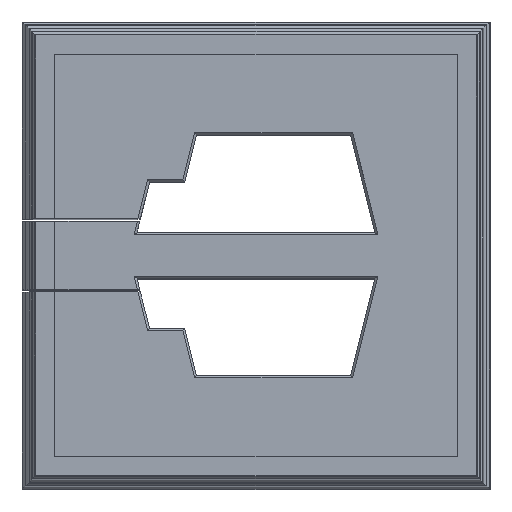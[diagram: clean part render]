
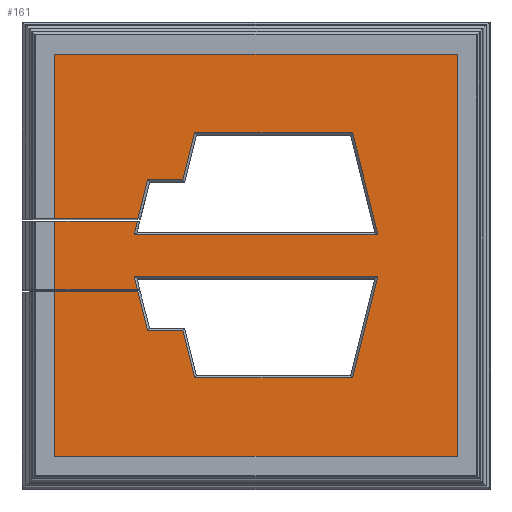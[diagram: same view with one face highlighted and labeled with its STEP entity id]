
A CAD part, top view. The second image highlights one B-rep face of the part: STEP entity #161.
In plain terms, the highlighted planar face has unit normal (0, 0, 1).
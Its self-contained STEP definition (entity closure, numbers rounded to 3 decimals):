
#161=ADVANCED_FACE('',(#690),#430,.T.);
#430=PLANE('',#5180);
#690=FACE_OUTER_BOUND('',#957,.T.);
#957=EDGE_LOOP('',(#1468,#1469,#1470,#1471,#1472,#1473,#1474,#1475,#1476,
#1477,#1478,#1479,#1480,#1481,#1482,#1483,#1484,#1485,#1486,#1487,#1488,
#1489,#1490,#1491));
#1468=ORIENTED_EDGE('',*,*,#3278,.F.);
#1469=ORIENTED_EDGE('',*,*,#3279,.T.);
#1470=ORIENTED_EDGE('',*,*,#3280,.T.);
#1471=ORIENTED_EDGE('',*,*,#3281,.T.);
#1472=ORIENTED_EDGE('',*,*,#3282,.T.);
#1473=ORIENTED_EDGE('',*,*,#3112,.T.);
#1474=ORIENTED_EDGE('',*,*,#3283,.T.);
#1475=ORIENTED_EDGE('',*,*,#3029,.T.);
#1476=ORIENTED_EDGE('',*,*,#3220,.T.);
#1477=ORIENTED_EDGE('',*,*,#3218,.T.);
#1478=ORIENTED_EDGE('',*,*,#3215,.T.);
#1479=ORIENTED_EDGE('',*,*,#3212,.T.);
#1480=ORIENTED_EDGE('',*,*,#3209,.T.);
#1481=ORIENTED_EDGE('',*,*,#3204,.T.);
#1482=ORIENTED_EDGE('',*,*,#3284,.F.);
#1483=ORIENTED_EDGE('',*,*,#3108,.T.);
#1484=ORIENTED_EDGE('',*,*,#3285,.T.);
#1485=ORIENTED_EDGE('',*,*,#3028,.F.);
#1486=ORIENTED_EDGE('',*,*,#3191,.F.);
#1487=ORIENTED_EDGE('',*,*,#3194,.F.);
#1488=ORIENTED_EDGE('',*,*,#3197,.F.);
#1489=ORIENTED_EDGE('',*,*,#3200,.F.);
#1490=ORIENTED_EDGE('',*,*,#3202,.F.);
#1491=ORIENTED_EDGE('',*,*,#3187,.F.);
#2578=VERTEX_POINT('',#6591);
#2580=VERTEX_POINT('',#6595);
#2581=VERTEX_POINT('',#6599);
#2582=VERTEX_POINT('',#6600);
#2645=VERTEX_POINT('',#6764);
#2647=VERTEX_POINT('',#6767);
#2649=VERTEX_POINT('',#6773);
#2651=VERTEX_POINT('',#6776);
#2711=VERTEX_POINT('',#6932);
#2712=VERTEX_POINT('',#6934);
#2714=VERTEX_POINT('',#6940);
#2716=VERTEX_POINT('',#6946);
#2718=VERTEX_POINT('',#6952);
#2720=VERTEX_POINT('',#6958);
#2721=VERTEX_POINT('',#6965);
#2723=VERTEX_POINT('',#6968);
#2726=VERTEX_POINT('',#6975);
#2728=VERTEX_POINT('',#6981);
#2730=VERTEX_POINT('',#6987);
#2732=VERTEX_POINT('',#6993);
#2774=VERTEX_POINT('',#7112);
#2775=VERTEX_POINT('',#7114);
#2776=VERTEX_POINT('',#7116);
#2777=VERTEX_POINT('',#7118);
#3028=EDGE_CURVE('',#2580,#2578,#3737,.T.);
#3029=EDGE_CURVE('',#2581,#2582,#3738,.T.);
#3108=EDGE_CURVE('',#2647,#2645,#3817,.T.);
#3112=EDGE_CURVE('',#2651,#2649,#3821,.T.);
#3187=EDGE_CURVE('',#2711,#2712,#3896,.T.);
#3191=EDGE_CURVE('',#2714,#2580,#3900,.T.);
#3194=EDGE_CURVE('',#2716,#2714,#3903,.T.);
#3197=EDGE_CURVE('',#2718,#2716,#3906,.T.);
#3200=EDGE_CURVE('',#2720,#2718,#3909,.T.);
#3202=EDGE_CURVE('',#2712,#2720,#3911,.T.);
#3204=EDGE_CURVE('',#2723,#2721,#3913,.T.);
#3209=EDGE_CURVE('',#2726,#2723,#3918,.T.);
#3212=EDGE_CURVE('',#2728,#2726,#3921,.T.);
#3215=EDGE_CURVE('',#2730,#2728,#3924,.T.);
#3218=EDGE_CURVE('',#2732,#2730,#3927,.T.);
#3220=EDGE_CURVE('',#2582,#2732,#3929,.T.);
#3278=EDGE_CURVE('',#2774,#2711,#3986,.T.);
#3279=EDGE_CURVE('',#2774,#2775,#3987,.T.);
#3280=EDGE_CURVE('',#2775,#2776,#3988,.T.);
#3281=EDGE_CURVE('',#2776,#2777,#3989,.T.);
#3282=EDGE_CURVE('',#2777,#2651,#3990,.T.);
#3283=EDGE_CURVE('',#2649,#2581,#3991,.T.);
#3284=EDGE_CURVE('',#2647,#2721,#3992,.T.);
#3285=EDGE_CURVE('',#2645,#2578,#3993,.T.);
#3737=LINE('',#6596,#4414);
#3738=LINE('',#6598,#4415);
#3817=LINE('',#6766,#4494);
#3821=LINE('',#6775,#4498);
#3896=LINE('',#6933,#4573);
#3900=LINE('',#6941,#4577);
#3903=LINE('',#6947,#4580);
#3906=LINE('',#6953,#4583);
#3909=LINE('',#6959,#4586);
#3911=LINE('',#6962,#4588);
#3913=LINE('',#6967,#4590);
#3918=LINE('',#6977,#4595);
#3921=LINE('',#6983,#4598);
#3924=LINE('',#6989,#4601);
#3927=LINE('',#6995,#4604);
#3929=LINE('',#6998,#4606);
#3986=LINE('',#7111,#4663);
#3987=LINE('',#7113,#4664);
#3988=LINE('',#7115,#4665);
#3989=LINE('',#7117,#4666);
#3990=LINE('',#7119,#4667);
#3991=LINE('',#7120,#4668);
#3992=LINE('',#7121,#4669);
#3993=LINE('',#7122,#4670);
#4414=VECTOR('',#5378,1.);
#4415=VECTOR('',#5381,1.);
#4494=VECTOR('',#5506,1.);
#4498=VECTOR('',#5512,1.);
#4573=VECTOR('',#5631,1.);
#4577=VECTOR('',#5637,1.);
#4580=VECTOR('',#5642,1.);
#4583=VECTOR('',#5647,1.);
#4586=VECTOR('',#5652,1.);
#4588=VECTOR('',#5656,1.);
#4590=VECTOR('',#5660,1.);
#4595=VECTOR('',#5667,1.);
#4598=VECTOR('',#5672,1.);
#4601=VECTOR('',#5677,1.);
#4604=VECTOR('',#5682,1.);
#4606=VECTOR('',#5686,1.);
#4663=VECTOR('',#5773,1.);
#4664=VECTOR('',#5774,1.);
#4665=VECTOR('',#5775,1.);
#4666=VECTOR('',#5776,1.);
#4667=VECTOR('',#5777,1.);
#4668=VECTOR('',#5778,1.);
#4669=VECTOR('',#5779,1.);
#4670=VECTOR('',#5780,1.);
#5180=AXIS2_PLACEMENT_3D('',#7123,#5781,#5782);
#5378=DIRECTION('',(0.242,-0.97,0.));
#5381=DIRECTION('',(0.242,0.97,0.));
#5506=DIRECTION('',(0.,-1.,0.));
#5512=DIRECTION('',(0.,-1.,0.));
#5631=DIRECTION('',(0.242,-0.97,0.));
#5637=DIRECTION('',(-1.,0.,0.));
#5642=DIRECTION('',(0.242,0.97,0.));
#5647=DIRECTION('',(1.,0.,0.));
#5652=DIRECTION('',(0.242,-0.97,0.));
#5656=DIRECTION('',(1.,0.,0.));
#5660=DIRECTION('',(0.242,0.97,0.));
#5667=DIRECTION('',(-1.,0.,0.));
#5672=DIRECTION('',(0.242,-0.97,0.));
#5677=DIRECTION('',(1.,0.,0.));
#5682=DIRECTION('',(0.242,0.97,0.));
#5686=DIRECTION('',(1.,0.,0.));
#5773=DIRECTION('',(1.,0.,0.));
#5774=DIRECTION('',(0.,-1.,0.));
#5775=DIRECTION('',(1.,0.,0.));
#5776=DIRECTION('',(0.,1.,0.));
#5777=DIRECTION('',(-1.,0.,0.));
#5778=DIRECTION('',(1.,0.,0.));
#5779=DIRECTION('',(1.,0.,0.));
#5780=DIRECTION('',(1.,0.,0.));
#5781=DIRECTION('',(0.,0.,1.));
#5782=DIRECTION('',(-1.,0.,0.));
#6591=CARTESIAN_POINT('',(-5.044,-1.45,17.7));
#6595=CARTESIAN_POINT('',(-5.184,-0.886,17.7));
#6596=CARTESIAN_POINT('',(-5.089,-1.269,17.7));
#6598=CARTESIAN_POINT('',(-5.089,1.269,17.7));
#6599=CARTESIAN_POINT('',(-5.019,1.55,17.7));
#6600=CARTESIAN_POINT('',(-4.603,3.215,17.7));
#6764=CARTESIAN_POINT('',(-8.55,-1.45,17.7));
#6766=CARTESIAN_POINT('',(-8.55,8.55,17.7));
#6767=CARTESIAN_POINT('',(-8.55,1.45,17.7));
#6773=CARTESIAN_POINT('',(-8.55,1.55,17.7));
#6775=CARTESIAN_POINT('',(-8.55,8.55,17.7));
#6776=CARTESIAN_POINT('',(-8.55,8.55,17.7));
#6932=CARTESIAN_POINT('',(-5.019,-1.55,17.7));
#6933=CARTESIAN_POINT('',(-5.089,-1.269,17.7));
#6934=CARTESIAN_POINT('',(-4.603,-3.215,17.7));
#6940=CARTESIAN_POINT('',(5.184,-0.886,17.7));
#6941=CARTESIAN_POINT('',(0.,-0.886,17.7));
#6946=CARTESIAN_POINT('',(4.105,-5.215,17.7));
#6947=CARTESIAN_POINT('',(5.089,-1.269,17.7));
#6952=CARTESIAN_POINT('',(-2.61,-5.215,17.7));
#6953=CARTESIAN_POINT('',(0.,-5.215,17.7));
#6958=CARTESIAN_POINT('',(-3.109,-3.215,17.7));
#6959=CARTESIAN_POINT('',(-3.682,-0.918,17.7));
#6962=CARTESIAN_POINT('',(0.,-3.215,17.7));
#6965=CARTESIAN_POINT('',(-5.044,1.45,17.7));
#6967=CARTESIAN_POINT('',(-5.089,1.269,17.7));
#6968=CARTESIAN_POINT('',(-5.184,0.886,17.7));
#6975=CARTESIAN_POINT('',(5.184,0.886,17.7));
#6977=CARTESIAN_POINT('',(0.,0.886,17.7));
#6981=CARTESIAN_POINT('',(4.105,5.215,17.7));
#6983=CARTESIAN_POINT('',(5.089,1.269,17.7));
#6987=CARTESIAN_POINT('',(-2.61,5.215,17.7));
#6989=CARTESIAN_POINT('',(0.,5.215,17.7));
#6993=CARTESIAN_POINT('',(-3.109,3.215,17.7));
#6995=CARTESIAN_POINT('',(-3.682,0.918,17.7));
#6998=CARTESIAN_POINT('',(0.,3.215,17.7));
#7111=CARTESIAN_POINT('',(0.,-1.55,17.7));
#7112=CARTESIAN_POINT('',(-8.55,-1.55,17.7));
#7113=CARTESIAN_POINT('',(-8.55,8.55,17.7));
#7114=CARTESIAN_POINT('',(-8.55,-8.55,17.7));
#7115=CARTESIAN_POINT('',(-8.55,-8.55,17.7));
#7116=CARTESIAN_POINT('',(8.55,-8.55,17.7));
#7117=CARTESIAN_POINT('',(8.55,-8.55,17.7));
#7118=CARTESIAN_POINT('',(8.55,8.55,17.7));
#7119=CARTESIAN_POINT('',(8.55,8.55,17.7));
#7120=CARTESIAN_POINT('',(0.,1.55,17.7));
#7121=CARTESIAN_POINT('',(0.,1.45,17.7));
#7122=CARTESIAN_POINT('',(0.,-1.45,17.7));
#7123=CARTESIAN_POINT('',(0.,0.,17.7));
